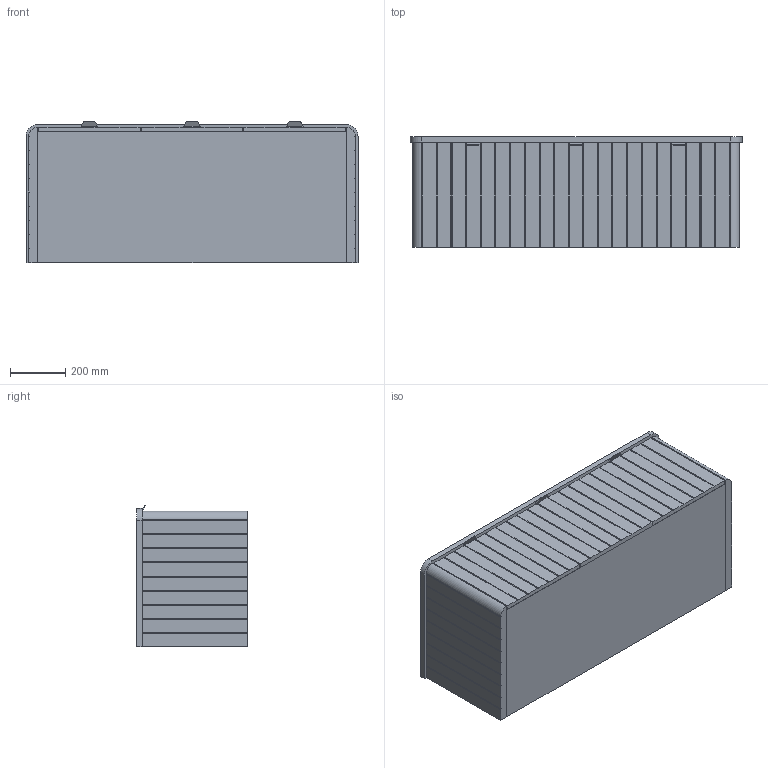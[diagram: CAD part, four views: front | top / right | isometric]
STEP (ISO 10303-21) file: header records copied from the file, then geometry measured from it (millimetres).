
FILE_DESCRIPTION (( 'STEP AP214' ), '1' );
FILE_NAME ('Kado Neue 1200 All Door.STEP', '2019-07-10T04:21:07', ( '' ), ( '' ), 'SwSTEP 2.0', 'SolidWorks 2015', '' );
FILE_SCHEMA (( 'AUTOMOTIVE_DESIGN' ));
Length unit declared in the file: millimetre
Products named in the file (3): Kado Neue 1200 All Door; Blaze 60
Assembly tree (4 placements, depth 2):
  Kado Neue 1200 All Door
    Kado Neue 1200 All Door
    Blaze 60  x3
Bounding box: 1200 x 400 x 512 mm (x, y, z)
Volume: 56991088.3 mm3; surface area: 6437063.7 mm2
Topology: 10 solids, 10 shells, 199 faces, 528 edges, 350 vertices
Faces by surface type: plane 187, cylinder 12
Entity records: 5574 total; most frequent: CARTESIAN_POINT 968, ORIENTED_EDGE 944, DIRECTION 860, EDGE_CURVE 472, LINE 448, VECTOR 448, VERTEX_POINT 314, AXIS2_PLACEMENT_3D 206
